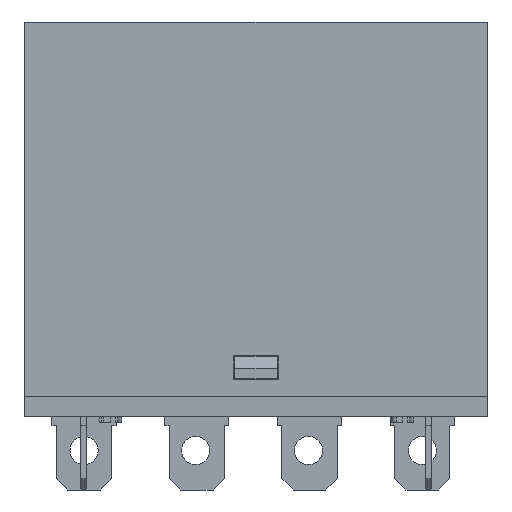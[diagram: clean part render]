
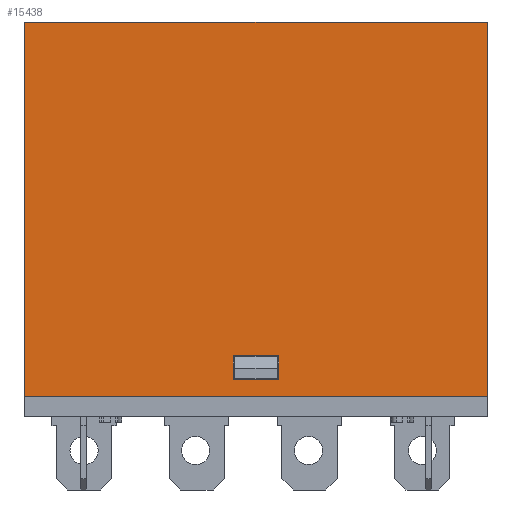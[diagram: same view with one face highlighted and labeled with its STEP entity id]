
A CAD part, front view. The second image highlights one B-rep face of the part: STEP entity #15438.
In plain terms, the highlighted planar face has unit normal (0, -1, 0).
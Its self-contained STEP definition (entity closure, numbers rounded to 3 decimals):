
#16 = DIRECTION ( 'NONE',  ( 0., 0., -1. ) ) ;
#681 = DIRECTION ( 'NONE',  ( 1., 0., 0. ) ) ;
#1153 = PLANE ( 'NONE',  #12553 ) ;
#1187 = VERTEX_POINT ( 'NONE', #12621 ) ;
#1482 = EDGE_LOOP ( 'NONE', ( #12952, #12509, #16336, #15448 ) ) ;
#1884 = CARTESIAN_POINT ( 'NONE',  ( 20.5, -13.5, 33.2 ) ) ;
#2281 = DIRECTION ( 'NONE',  ( 1., 0., 0. ) ) ;
#2372 = CARTESIAN_POINT ( 'NONE',  ( 2., -13.5, 1.5 ) ) ;
#2803 = CARTESIAN_POINT ( 'NONE',  ( -20.5, -13.5, 0. ) ) ;
#2920 = EDGE_CURVE ( 'NONE', #7502, #17593, #7250, .T. ) ;
#3193 = EDGE_CURVE ( 'NONE', #16939, #7502, #14035, .T. ) ;
#3347 = LINE ( 'NONE', #10274, #14603 ) ;
#3654 = CARTESIAN_POINT ( 'NONE',  ( 20.5, -13.5, 33.2 ) ) ;
#3675 = DIRECTION ( 'NONE',  ( 0., 0., 1. ) ) ;
#3937 = LINE ( 'NONE', #8884, #4137 ) ;
#3962 = VERTEX_POINT ( 'NONE', #3654 ) ;
#4030 = VECTOR ( 'NONE', #9288, 1000. ) ;
#4137 = VECTOR ( 'NONE', #2281, 1000. ) ;
#4249 = DIRECTION ( 'NONE',  ( 0., 1., 0. ) ) ;
#4415 = VECTOR ( 'NONE', #6509, 1000. ) ;
#4809 = EDGE_CURVE ( 'NONE', #7309, #1187, #6846, .T. ) ;
#4812 = EDGE_LOOP ( 'NONE', ( #17217, #13953, #11191, #20814 ) ) ;
#5913 = CARTESIAN_POINT ( 'NONE',  ( -20.5, -13.5, 0. ) ) ;
#6509 = DIRECTION ( 'NONE',  ( -1., 0., 0. ) ) ;
#6653 = EDGE_CURVE ( 'NONE', #14932, #7309, #13459, .T. ) ;
#6846 = LINE ( 'NONE', #20264, #4415 ) ;
#7250 = LINE ( 'NONE', #5913, #9634 ) ;
#7309 = VERTEX_POINT ( 'NONE', #2372 ) ;
#7502 = VERTEX_POINT ( 'NONE', #2803 ) ;
#7544 = DIRECTION ( 'NONE',  ( 0., 0., 1. ) ) ;
#7621 = EDGE_CURVE ( 'NONE', #1187, #9924, #3347, .T. ) ;
#7921 = VECTOR ( 'NONE', #21713, 1000. ) ;
#8661 = EDGE_CURVE ( 'NONE', #9924, #14932, #21128, .T. ) ;
#8683 = CARTESIAN_POINT ( 'NONE',  ( 2., -13.5, 3.6 ) ) ;
#8884 = CARTESIAN_POINT ( 'NONE',  ( -20.5, -13.5, 33.2 ) ) ;
#9288 = DIRECTION ( 'NONE',  ( 0., 0., -1. ) ) ;
#9634 = VECTOR ( 'NONE', #20767, 1000. ) ;
#9924 = VERTEX_POINT ( 'NONE', #14821 ) ;
#10274 = CARTESIAN_POINT ( 'NONE',  ( -2., -13.5, 1.5 ) ) ;
#10910 = VECTOR ( 'NONE', #681, 1000. ) ;
#11191 = ORIENTED_EDGE ( 'NONE', *, *, #18741, .F. ) ;
#12048 = CARTESIAN_POINT ( 'NONE',  ( -20.5, -13.5, 33.2 ) ) ;
#12509 = ORIENTED_EDGE ( 'NONE', *, *, #7621, .T. ) ;
#12553 = AXIS2_PLACEMENT_3D ( 'NONE', #12930, #4249, #7544 ) ;
#12621 = CARTESIAN_POINT ( 'NONE',  ( -2., -13.5, 1.5 ) ) ;
#12766 = CARTESIAN_POINT ( 'NONE',  ( 20.5, -13.5, 0. ) ) ;
#12930 = CARTESIAN_POINT ( 'NONE',  ( -20.5, -13.5, 33.2 ) ) ;
#12952 = ORIENTED_EDGE ( 'NONE', *, *, #4809, .T. ) ;
#13459 = LINE ( 'NONE', #18297, #7921 ) ;
#13579 = VECTOR ( 'NONE', #16, 1000. ) ;
#13631 = EDGE_CURVE ( 'NONE', #3962, #17593, #14971, .T. ) ;
#13953 = ORIENTED_EDGE ( 'NONE', *, *, #13631, .F. ) ;
#14035 = LINE ( 'NONE', #14138, #4030 ) ;
#14138 = CARTESIAN_POINT ( 'NONE',  ( -20.5, -13.5, 33.2 ) ) ;
#14603 = VECTOR ( 'NONE', #3675, 1000. ) ;
#14821 = CARTESIAN_POINT ( 'NONE',  ( -2., -13.5, 3.6 ) ) ;
#14932 = VERTEX_POINT ( 'NONE', #8683 ) ;
#14971 = LINE ( 'NONE', #1884, #13579 ) ;
#15438 = ADVANCED_FACE ( 'NONE', ( #17987, #19195 ), #1153, .F. ) ;
#15448 = ORIENTED_EDGE ( 'NONE', *, *, #6653, .T. ) ;
#16336 = ORIENTED_EDGE ( 'NONE', *, *, #8661, .T. ) ;
#16939 = VERTEX_POINT ( 'NONE', #12048 ) ;
#17217 = ORIENTED_EDGE ( 'NONE', *, *, #2920, .T. ) ;
#17593 = VERTEX_POINT ( 'NONE', #12766 ) ;
#17987 = FACE_OUTER_BOUND ( 'NONE', #4812, .T. ) ;
#18297 = CARTESIAN_POINT ( 'NONE',  ( 2., -13.5, 3.6 ) ) ;
#18741 = EDGE_CURVE ( 'NONE', #16939, #3962, #3937, .T. ) ;
#19195 = FACE_BOUND ( 'NONE', #1482, .T. ) ;
#19254 = CARTESIAN_POINT ( 'NONE',  ( -2., -13.5, 3.6 ) ) ;
#20264 = CARTESIAN_POINT ( 'NONE',  ( -2., -13.5, 1.5 ) ) ;
#20767 = DIRECTION ( 'NONE',  ( 1., 0., 0. ) ) ;
#20814 = ORIENTED_EDGE ( 'NONE', *, *, #3193, .T. ) ;
#21128 = LINE ( 'NONE', #19254, #10910 ) ;
#21713 = DIRECTION ( 'NONE',  ( 0., 0., -1. ) ) ;
